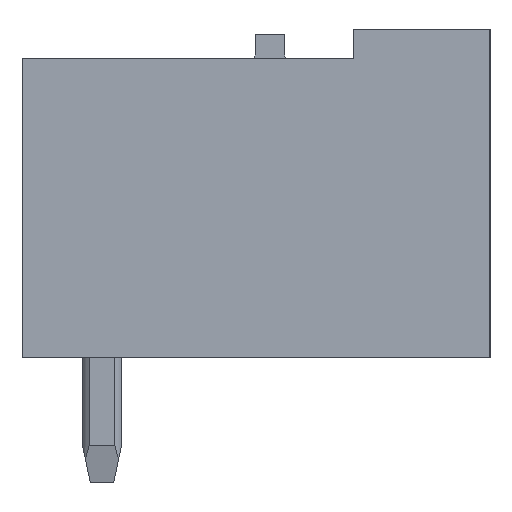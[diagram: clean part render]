
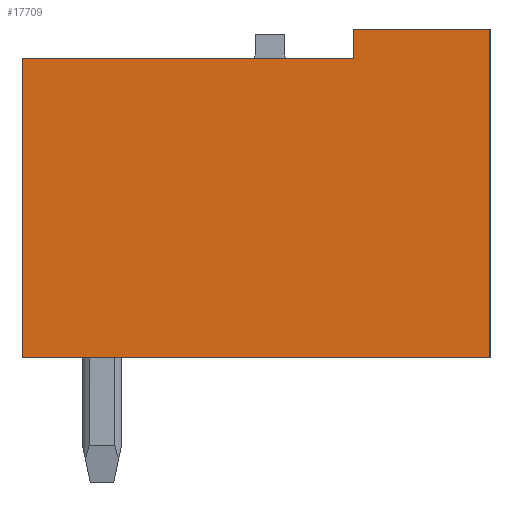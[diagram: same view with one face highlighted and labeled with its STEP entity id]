
A CAD part, left-side view. The second image highlights one B-rep face of the part: STEP entity #17709.
In plain terms, the highlighted planar face has unit normal (-1, 0, 0).
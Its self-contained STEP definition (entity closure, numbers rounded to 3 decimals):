
#17699=AXIS2_PLACEMENT_3D('Plane Axis2P3D',#17696,#17697,#17698) ;
#269=CARTESIAN_POINT('Vertex',(0.,3.5,11.63)) ;
#272=CARTESIAN_POINT('Line Origine',(0.,1.75,11.63)) ;
#276=CARTESIAN_POINT('Vertex',(0.,0.,11.63)) ;
#943=CARTESIAN_POINT('Vertex',(0.,12.,10.88)) ;
#946=CARTESIAN_POINT('Line Origine',(0.,7.75,10.88)) ;
#950=CARTESIAN_POINT('Vertex',(0.,3.5,10.88)) ;
#1599=CARTESIAN_POINT('Vertex',(0.,12.,3.2)) ;
#1602=CARTESIAN_POINT('Line Origine',(0.,12.,7.04)) ;
#1666=CARTESIAN_POINT('Vertex',(0.,0.,3.2)) ;
#1669=CARTESIAN_POINT('Line Origine',(0.,6.,3.2)) ;
#8910=CARTESIAN_POINT('Line Origine',(0.,0.,7.415)) ;
#17038=CARTESIAN_POINT('Line Origine',(0.,3.5,11.255)) ;
#17696=CARTESIAN_POINT('Axis2P3D Location',(0.,0.,0.)) ;
#273=DIRECTION('Vector Direction',(0.,-1.,0.)) ;
#947=DIRECTION('Vector Direction',(0.,1.,0.)) ;
#1603=DIRECTION('Vector Direction',(0.,0.,1.)) ;
#1670=DIRECTION('Vector Direction',(0.,1.,0.)) ;
#8911=DIRECTION('Vector Direction',(0.,0.,-1.)) ;
#17039=DIRECTION('Vector Direction',(0.,0.,1.)) ;
#17697=DIRECTION('Axis2P3D Direction',(-1.,0.,0.)) ;
#17698=DIRECTION('Axis2P3D XDirection',(0.,-1.,0.)) ;
#274=VECTOR('Line Direction',#273,1.) ;
#948=VECTOR('Line Direction',#947,1.) ;
#1604=VECTOR('Line Direction',#1603,1.) ;
#1671=VECTOR('Line Direction',#1670,1.) ;
#8912=VECTOR('Line Direction',#8911,1.) ;
#17040=VECTOR('Line Direction',#17039,1.) ;
#17702=ORIENTED_EDGE('',*,*,#8914,.T.) ;
#17703=ORIENTED_EDGE('',*,*,#278,.T.) ;
#17704=ORIENTED_EDGE('',*,*,#17042,.T.) ;
#17705=ORIENTED_EDGE('',*,*,#952,.T.) ;
#17706=ORIENTED_EDGE('',*,*,#1606,.T.) ;
#17707=ORIENTED_EDGE('',*,*,#1673,.T.) ;
#17709=ADVANCED_FACE('Housing',(#17708),#17700,.T.) ;
#278=EDGE_CURVE('',#277,#270,#275,.F.) ;
#952=EDGE_CURVE('',#951,#944,#949,.T.) ;
#1606=EDGE_CURVE('',#944,#1600,#1605,.F.) ;
#1673=EDGE_CURVE('',#1600,#1667,#1672,.F.) ;
#8914=EDGE_CURVE('',#1667,#277,#8913,.F.) ;
#17042=EDGE_CURVE('',#270,#951,#17041,.F.) ;
#17701=EDGE_LOOP('',(#17702,#17703,#17704,#17705,#17706,#17707)) ;
#17708=FACE_OUTER_BOUND('',#17701,.T.) ;
#275=LINE('Line',#272,#274) ;
#949=LINE('Line',#946,#948) ;
#1605=LINE('Line',#1602,#1604) ;
#1672=LINE('Line',#1669,#1671) ;
#8913=LINE('Line',#8910,#8912) ;
#17041=LINE('Line',#17038,#17040) ;
#17700=PLANE('',#17699) ;
#270=VERTEX_POINT('',#269) ;
#277=VERTEX_POINT('',#276) ;
#944=VERTEX_POINT('',#943) ;
#951=VERTEX_POINT('',#950) ;
#1600=VERTEX_POINT('',#1599) ;
#1667=VERTEX_POINT('',#1666) ;
